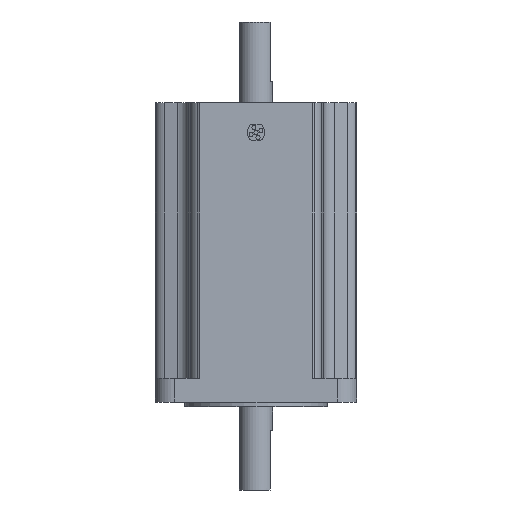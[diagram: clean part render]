
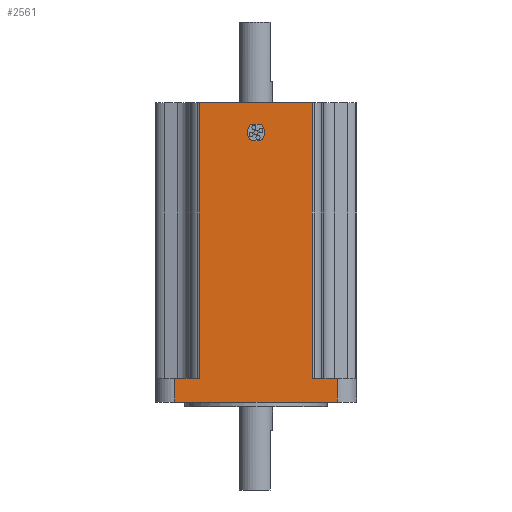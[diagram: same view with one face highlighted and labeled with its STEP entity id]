
A CAD part, front view. The second image highlights one B-rep face of the part: STEP entity #2561.
In plain terms, the highlighted planar face has unit normal (0, -1, 0).
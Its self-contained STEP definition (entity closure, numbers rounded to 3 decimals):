
#13 = VERTEX_POINT ( 'NONE', #2654 ) ;
#28 = CARTESIAN_POINT ( 'NONE',  ( -1., -42.5, 117. ) ) ;
#56 = VECTOR ( 'NONE', #1573, 1000. ) ;
#78 = CARTESIAN_POINT ( 'NONE',  ( -1., -42.5, 110. ) ) ;
#81 = CARTESIAN_POINT ( 'NONE',  ( -34.3, -42.5, 15. ) ) ;
#119 = CIRCLE ( 'NONE', #2847, 2.5 ) ;
#142 = CARTESIAN_POINT ( 'NONE',  ( -1., -42.5, 114.5 ) ) ;
#152 = CARTESIAN_POINT ( 'NONE',  ( 3.5, -42.5, 112.5 ) ) ;
#173 = EDGE_CURVE ( 'NONE', #2759, #2624, #592, .T. ) ;
#197 = FACE_OUTER_BOUND ( 'NONE', #962, .T. ) ;
#236 = CARTESIAN_POINT ( 'NONE',  ( -42.5, -42.5, 15. ) ) ;
#262 = CARTESIAN_POINT ( 'NONE',  ( -23.779, -42.5, 10. ) ) ;
#268 = VECTOR ( 'NONE', #673, 1000. ) ;
#318 = EDGE_CURVE ( 'NONE', #2135, #2557, #1803, .T. ) ;
#332 = LINE ( 'NONE', #1864, #2101 ) ;
#382 = CARTESIAN_POINT ( 'NONE',  ( 1., -42.5, 117. ) ) ;
#383 = DIRECTION ( 'NONE',  ( 0., 0., 1. ) ) ;
#404 = VERTEX_POINT ( 'NONE', #262 ) ;
#406 = CIRCLE ( 'NONE', #1807, 2.5 ) ;
#419 = VECTOR ( 'NONE', #1443, 1000. ) ;
#467 = DIRECTION ( 'NONE',  ( 0., -1., 0. ) ) ;
#476 = EDGE_CURVE ( 'NONE', #2624, #1874, #406, .T. ) ;
#489 = LINE ( 'NONE', #2574, #419 ) ;
#493 = CARTESIAN_POINT ( 'NONE',  ( 1., -42.5, 114.5 ) ) ;
#570 = ORIENTED_EDGE ( 'NONE', *, *, #1885, .T. ) ;
#574 = ORIENTED_EDGE ( 'NONE', *, *, #2274, .F. ) ;
#585 = DIRECTION ( 'NONE',  ( 1., 0., 0. ) ) ;
#588 = VERTEX_POINT ( 'NONE', #382 ) ;
#592 = LINE ( 'NONE', #1399, #921 ) ;
#600 = LINE ( 'NONE', #2908, #56 ) ;
#632 = ORIENTED_EDGE ( 'NONE', *, *, #2483, .F. ) ;
#673 = DIRECTION ( 'NONE',  ( 1., 0., 0. ) ) ;
#698 = DIRECTION ( 'NONE',  ( 1., 0., 0. ) ) ;
#723 = DIRECTION ( 'NONE',  ( 0., 0., 1. ) ) ;
#746 = LINE ( 'NONE', #1302, #2494 ) ;
#803 = ORIENTED_EDGE ( 'NONE', *, *, #1829, .F. ) ;
#807 = EDGE_CURVE ( 'NONE', #404, #2286, #746, .T. ) ;
#815 = EDGE_LOOP ( 'NONE', ( #2460, #840, #2394, #803, #2643, #574, #2058, #2630 ) ) ;
#840 = ORIENTED_EDGE ( 'NONE', *, *, #173, .F. ) ;
#845 = CARTESIAN_POINT ( 'NONE',  ( -34.3, -42.5, 0. ) ) ;
#863 = VERTEX_POINT ( 'NONE', #1558 ) ;
#921 = VECTOR ( 'NONE', #1391, 1000. ) ;
#950 = DIRECTION ( 'NONE',  ( -1., 0., 0. ) ) ;
#952 = EDGE_CURVE ( 'NONE', #1517, #404, #489, .T. ) ;
#962 = EDGE_LOOP ( 'NONE', ( #2100, #632, #2461, #1307, #1266, #1182, #570, #1133 ) ) ;
#1017 = DIRECTION ( 'NONE',  ( -1., 0., 0. ) ) ;
#1056 = LINE ( 'NONE', #2015, #2776 ) ;
#1067 = EDGE_CURVE ( 'NONE', #1435, #863, #600, .T. ) ;
#1072 = CARTESIAN_POINT ( 'NONE',  ( 1., -42.5, 112.5 ) ) ;
#1076 = DIRECTION ( 'NONE',  ( 0., 0., -1. ) ) ;
#1084 = CIRCLE ( 'NONE', #2679, 2.5 ) ;
#1124 = VECTOR ( 'NONE', #1076, 1000. ) ;
#1133 = ORIENTED_EDGE ( 'NONE', *, *, #1587, .F. ) ;
#1173 = PLANE ( 'NONE',  #1825 ) ;
#1182 = ORIENTED_EDGE ( 'NONE', *, *, #318, .T. ) ;
#1266 = ORIENTED_EDGE ( 'NONE', *, *, #1272, .T. ) ;
#1272 = EDGE_CURVE ( 'NONE', #1517, #2135, #1337, .T. ) ;
#1302 = CARTESIAN_POINT ( 'NONE',  ( -23.779, -42.5, 10. ) ) ;
#1306 = DIRECTION ( 'NONE',  ( 0., 0., 1. ) ) ;
#1307 = ORIENTED_EDGE ( 'NONE', *, *, #952, .F. ) ;
#1337 = LINE ( 'NONE', #81, #2463 ) ;
#1342 = LINE ( 'NONE', #2150, #1494 ) ;
#1358 = CARTESIAN_POINT ( 'NONE',  ( 23.779, -42.5, 10. ) ) ;
#1369 = CIRCLE ( 'NONE', #1671, 2.5 ) ;
#1391 = DIRECTION ( 'NONE',  ( 1., 0., 0. ) ) ;
#1399 = CARTESIAN_POINT ( 'NONE',  ( 1., -42.5, 110. ) ) ;
#1435 = VERTEX_POINT ( 'NONE', #1358 ) ;
#1443 = DIRECTION ( 'NONE',  ( 1., 0., 0. ) ) ;
#1494 = VECTOR ( 'NONE', #1017, 1000. ) ;
#1517 = VERTEX_POINT ( 'NONE', #2955 ) ;
#1532 = EDGE_CURVE ( 'NONE', #13, #2759, #119, .T. ) ;
#1558 = CARTESIAN_POINT ( 'NONE',  ( 23.779, -42.5, 126. ) ) ;
#1573 = DIRECTION ( 'NONE',  ( 0., 0., 1. ) ) ;
#1587 = EDGE_CURVE ( 'NONE', #1435, #2268, #1697, .T. ) ;
#1597 = LINE ( 'NONE', #1624, #268 ) ;
#1624 = CARTESIAN_POINT ( 'NONE',  ( -42.5, -42.5, 126. ) ) ;
#1642 = CARTESIAN_POINT ( 'NONE',  ( 34.3, -42.5, 0. ) ) ;
#1671 = AXIS2_PLACEMENT_3D ( 'NONE', #493, #2107, #723 ) ;
#1697 = LINE ( 'NONE', #1749, #2214 ) ;
#1716 = DIRECTION ( 'NONE',  ( 0., 0., -1. ) ) ;
#1749 = CARTESIAN_POINT ( 'NONE',  ( 0., -42.5, 10. ) ) ;
#1780 = DIRECTION ( 'NONE',  ( 0., -1., 0. ) ) ;
#1788 = DIRECTION ( 'NONE',  ( 0., 0., 1. ) ) ;
#1803 = LINE ( 'NONE', #2750, #2304 ) ;
#1807 = AXIS2_PLACEMENT_3D ( 'NONE', #1072, #2652, #1306 ) ;
#1825 = AXIS2_PLACEMENT_3D ( 'NONE', #236, #2315, #950 ) ;
#1829 = EDGE_CURVE ( 'NONE', #2676, #13, #2923, .T. ) ;
#1863 = CARTESIAN_POINT ( 'NONE',  ( -1., -42.5, 112.5 ) ) ;
#1864 = CARTESIAN_POINT ( 'NONE',  ( 3.5, -42.5, 114.5 ) ) ;
#1874 = VERTEX_POINT ( 'NONE', #152 ) ;
#1885 = EDGE_CURVE ( 'NONE', #2557, #2268, #1056, .T. ) ;
#1920 = CARTESIAN_POINT ( 'NONE',  ( -3.5, -42.5, 114.5 ) ) ;
#1930 = CARTESIAN_POINT ( 'NONE',  ( 34.3, -42.5, 10. ) ) ;
#2015 = CARTESIAN_POINT ( 'NONE',  ( 34.3, -42.5, 15. ) ) ;
#2055 = FACE_BOUND ( 'NONE', #815, .T. ) ;
#2058 = ORIENTED_EDGE ( 'NONE', *, *, #2581, .F. ) ;
#2089 = DIRECTION ( 'NONE',  ( 0., 0., 1. ) ) ;
#2100 = ORIENTED_EDGE ( 'NONE', *, *, #1067, .T. ) ;
#2101 = VECTOR ( 'NONE', #2103, 1000. ) ;
#2103 = DIRECTION ( 'NONE',  ( 0., 0., 1. ) ) ;
#2107 = DIRECTION ( 'NONE',  ( 0., -1., 0. ) ) ;
#2130 = VERTEX_POINT ( 'NONE', #28 ) ;
#2135 = VERTEX_POINT ( 'NONE', #845 ) ;
#2136 = EDGE_CURVE ( 'NONE', #2130, #2676, #1084, .T. ) ;
#2150 = CARTESIAN_POINT ( 'NONE',  ( 1., -42.5, 117. ) ) ;
#2214 = VECTOR ( 'NONE', #585, 1000. ) ;
#2268 = VERTEX_POINT ( 'NONE', #1930 ) ;
#2274 = EDGE_CURVE ( 'NONE', #588, #2130, #1342, .T. ) ;
#2286 = VERTEX_POINT ( 'NONE', #2817 ) ;
#2288 = CARTESIAN_POINT ( 'NONE',  ( 3.5, -42.5, 114.5 ) ) ;
#2304 = VECTOR ( 'NONE', #698, 1000. ) ;
#2315 = DIRECTION ( 'NONE',  ( 0., 1., 0. ) ) ;
#2394 = ORIENTED_EDGE ( 'NONE', *, *, #1532, .F. ) ;
#2425 = CARTESIAN_POINT ( 'NONE',  ( -3.5, -42.5, 114.5 ) ) ;
#2436 = VERTEX_POINT ( 'NONE', #2288 ) ;
#2460 = ORIENTED_EDGE ( 'NONE', *, *, #476, .F. ) ;
#2461 = ORIENTED_EDGE ( 'NONE', *, *, #807, .F. ) ;
#2463 = VECTOR ( 'NONE', #1716, 1000. ) ;
#2483 = EDGE_CURVE ( 'NONE', #2286, #863, #1597, .T. ) ;
#2494 = VECTOR ( 'NONE', #2877, 1000. ) ;
#2557 = VERTEX_POINT ( 'NONE', #1642 ) ;
#2561 = ADVANCED_FACE ( 'NONE', ( #197, #2055 ), #1173, .F. ) ;
#2568 = CARTESIAN_POINT ( 'NONE',  ( 1., -42.5, 110. ) ) ;
#2574 = CARTESIAN_POINT ( 'NONE',  ( 0., -42.5, 10. ) ) ;
#2581 = EDGE_CURVE ( 'NONE', #2436, #588, #1369, .T. ) ;
#2624 = VERTEX_POINT ( 'NONE', #2568 ) ;
#2630 = ORIENTED_EDGE ( 'NONE', *, *, #2871, .F. ) ;
#2643 = ORIENTED_EDGE ( 'NONE', *, *, #2136, .F. ) ;
#2652 = DIRECTION ( 'NONE',  ( 0., -1., 0. ) ) ;
#2654 = CARTESIAN_POINT ( 'NONE',  ( -3.5, -42.5, 112.5 ) ) ;
#2676 = VERTEX_POINT ( 'NONE', #1920 ) ;
#2679 = AXIS2_PLACEMENT_3D ( 'NONE', #142, #1780, #383 ) ;
#2750 = CARTESIAN_POINT ( 'NONE',  ( -42.5, -42.5, 0. ) ) ;
#2759 = VERTEX_POINT ( 'NONE', #78 ) ;
#2776 = VECTOR ( 'NONE', #1788, 1000. ) ;
#2817 = CARTESIAN_POINT ( 'NONE',  ( -23.779, -42.5, 126. ) ) ;
#2847 = AXIS2_PLACEMENT_3D ( 'NONE', #1863, #467, #2089 ) ;
#2871 = EDGE_CURVE ( 'NONE', #1874, #2436, #332, .T. ) ;
#2877 = DIRECTION ( 'NONE',  ( 0., 0., 1. ) ) ;
#2908 = CARTESIAN_POINT ( 'NONE',  ( 23.779, -42.5, 10. ) ) ;
#2923 = LINE ( 'NONE', #2425, #1124 ) ;
#2955 = CARTESIAN_POINT ( 'NONE',  ( -34.3, -42.5, 10. ) ) ;
